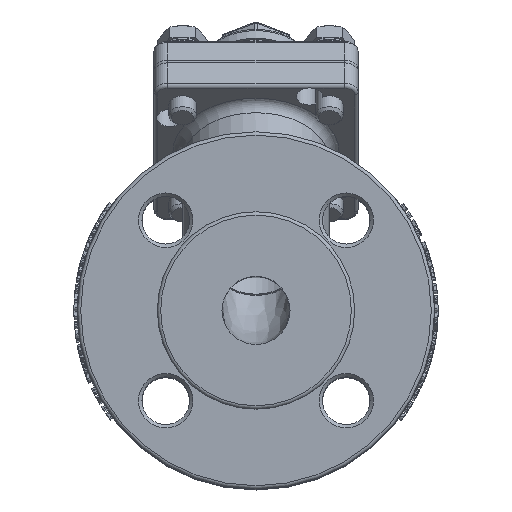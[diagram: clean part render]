
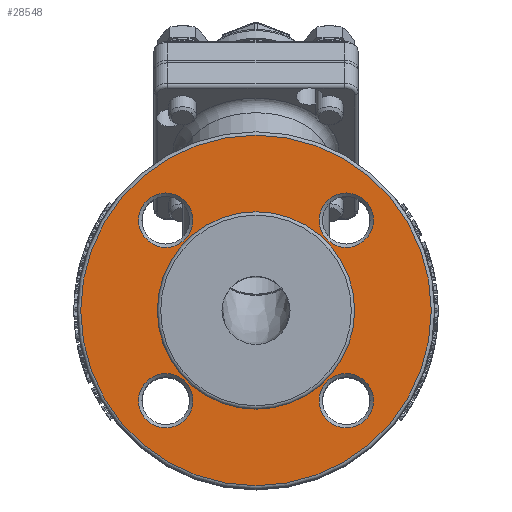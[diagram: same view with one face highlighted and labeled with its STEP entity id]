
A CAD part, top view. The second image highlights one B-rep face of the part: STEP entity #28548.
In plain terms, the highlighted planar face has unit normal (0, 0, 1).
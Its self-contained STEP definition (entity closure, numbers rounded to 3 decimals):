
#2830=PLANE('',#30171);
#6467=FACE_BOUND('',#9741,.T.);
#6468=FACE_BOUND('',#9742,.T.);
#6469=FACE_BOUND('',#9743,.T.);
#6470=FACE_BOUND('',#9744,.T.);
#6471=FACE_BOUND('',#9745,.T.);
#8012=FACE_OUTER_BOUND('',#9740,.T.);
#9740=EDGE_LOOP('',(#25098));
#9741=EDGE_LOOP('',(#25099));
#9742=EDGE_LOOP('',(#25100));
#9743=EDGE_LOOP('',(#25101));
#9744=EDGE_LOOP('',(#25102));
#9745=EDGE_LOOP('',(#25103));
#10602=CIRCLE('',#30170,29.);
#10603=CIRCLE('',#30172,51.5);
#10604=CIRCLE('',#30173,8.);
#10605=CIRCLE('',#30174,8.);
#10606=CIRCLE('',#30175,8.);
#10607=CIRCLE('',#30176,8.);
#13249=VERTEX_POINT('',#65960);
#13250=VERTEX_POINT('',#65963);
#13251=VERTEX_POINT('',#65965);
#13252=VERTEX_POINT('',#65967);
#13253=VERTEX_POINT('',#65969);
#13254=VERTEX_POINT('',#65971);
#17234=EDGE_CURVE('',#13249,#13249,#10602,.T.);
#17235=EDGE_CURVE('',#13250,#13250,#10603,.T.);
#17236=EDGE_CURVE('',#13251,#13251,#10604,.T.);
#17237=EDGE_CURVE('',#13252,#13252,#10605,.T.);
#17238=EDGE_CURVE('',#13253,#13253,#10606,.T.);
#17239=EDGE_CURVE('',#13254,#13254,#10607,.T.);
#25098=ORIENTED_EDGE('',*,*,#17235,.F.);
#25099=ORIENTED_EDGE('',*,*,#17236,.F.);
#25100=ORIENTED_EDGE('',*,*,#17237,.F.);
#25101=ORIENTED_EDGE('',*,*,#17238,.F.);
#25102=ORIENTED_EDGE('',*,*,#17239,.F.);
#25103=ORIENTED_EDGE('',*,*,#17234,.F.);
#28548=ADVANCED_FACE('',(#8012,#6467,#6468,#6469,#6470,#6471),#2830,.T.);
#30170=AXIS2_PLACEMENT_3D('',#65961,#35109,#35110);
#30171=AXIS2_PLACEMENT_3D('',#65962,#35111,#35112);
#30172=AXIS2_PLACEMENT_3D('',#65964,#35113,#35114);
#30173=AXIS2_PLACEMENT_3D('',#65966,#35115,#35116);
#30174=AXIS2_PLACEMENT_3D('',#65968,#35117,#35118);
#30175=AXIS2_PLACEMENT_3D('',#65970,#35119,#35120);
#30176=AXIS2_PLACEMENT_3D('',#65972,#35121,#35122);
#35109=DIRECTION('center_axis',(0.,0.,1.));
#35110=DIRECTION('ref_axis',(-1.,0.,0.));
#35111=DIRECTION('center_axis',(0.,0.,1.));
#35112=DIRECTION('ref_axis',(1.,0.,0.));
#35113=DIRECTION('center_axis',(0.,0.,-1.));
#35114=DIRECTION('ref_axis',(-1.,0.,0.));
#35115=DIRECTION('center_axis',(0.,0.,1.));
#35116=DIRECTION('ref_axis',(0.,1.,0.));
#35117=DIRECTION('center_axis',(0.,0.,1.));
#35118=DIRECTION('ref_axis',(-1.,0.,0.));
#35119=DIRECTION('center_axis',(0.,0.,1.));
#35120=DIRECTION('ref_axis',(1.,0.,0.));
#35121=DIRECTION('center_axis',(0.,0.,1.));
#35122=DIRECTION('ref_axis',(0.,-1.,0.));
#65960=CARTESIAN_POINT('',(29.,0.,148.));
#65961=CARTESIAN_POINT('Origin',(0.,0.,148.));
#65962=CARTESIAN_POINT('Origin',(0.,0.,
148.));
#65963=CARTESIAN_POINT('',(51.5,0.,148.));
#65964=CARTESIAN_POINT('Origin',(0.,0.,148.));
#65965=CARTESIAN_POINT('',(-26.517,-34.517,148.));
#65966=CARTESIAN_POINT('Origin',(-26.517,-26.517,148.));
#65967=CARTESIAN_POINT('',(34.517,-26.517,148.));
#65968=CARTESIAN_POINT('Origin',(26.517,-26.517,148.));
#65969=CARTESIAN_POINT('',(-34.517,26.517,148.));
#65970=CARTESIAN_POINT('Origin',(-26.517,26.517,148.));
#65971=CARTESIAN_POINT('',(26.517,34.517,148.));
#65972=CARTESIAN_POINT('Origin',(26.517,26.517,148.));
